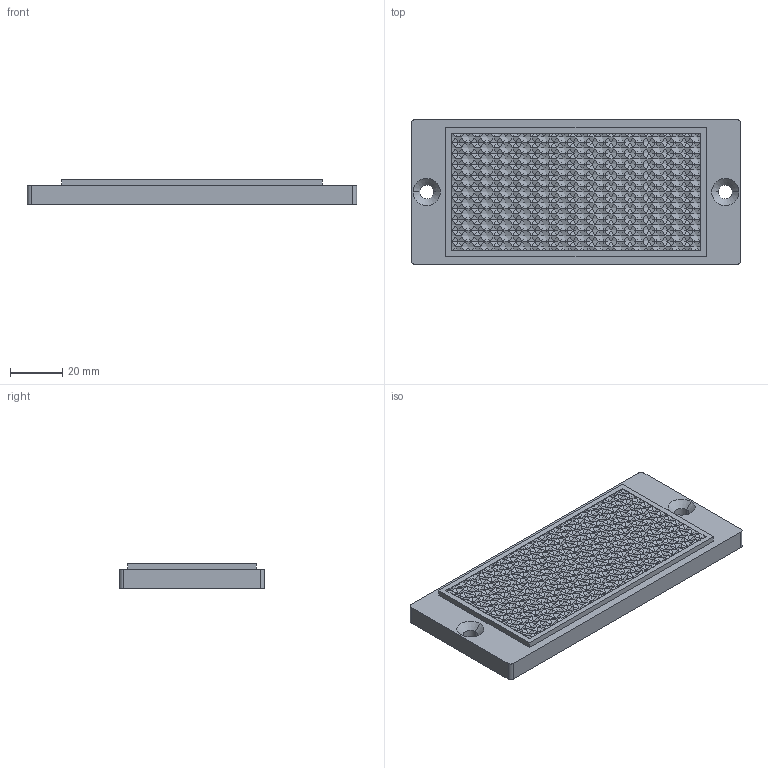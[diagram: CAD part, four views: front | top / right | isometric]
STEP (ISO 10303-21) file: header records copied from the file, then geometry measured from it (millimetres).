
FILE_DESCRIPTION(('Creo Elements/Direct Modeling STEP Export'),'2;1');
FILE_NAME('ER686.stp','2017-08-30T12:29:46',('Palle Edslev '),('EDSLEV A/S'),'Creo Elements/Direct Modeling STEP processor for AP214 (Solid Model)','Creo Elements/Direct Modeling 18.1H 24-Oct-2015 (C) Parametric Technology GmbH','');
FILE_SCHEMA(('AUTOMOTIVE_DESIGN { 1 0 10303 214 1 1 1 1 }'));
Length unit declared in the file: millimetre
Products named in the file (1): ER686
Bounding box: 125.68 x 55.3 x 9.48 mm (x, y, z)
Volume: 58869.7 mm3; surface area: 17690.4 mm2
Topology: 1 solids, 1 shells, 1809 faces, 2924 edges, 1119 vertices
Faces by surface type: plane 1797, cylinder 8, cone 4
Entity records: 37210 total; most frequent: DIRECTION 6552, ORIENTED_EDGE 5848, CARTESIAN_POINT 5847, EDGE_CURVE 2924, VECTOR 2904, LINE 2904, AXIS2_PLACEMENT_3D 1824, EDGE_LOOP 1815
